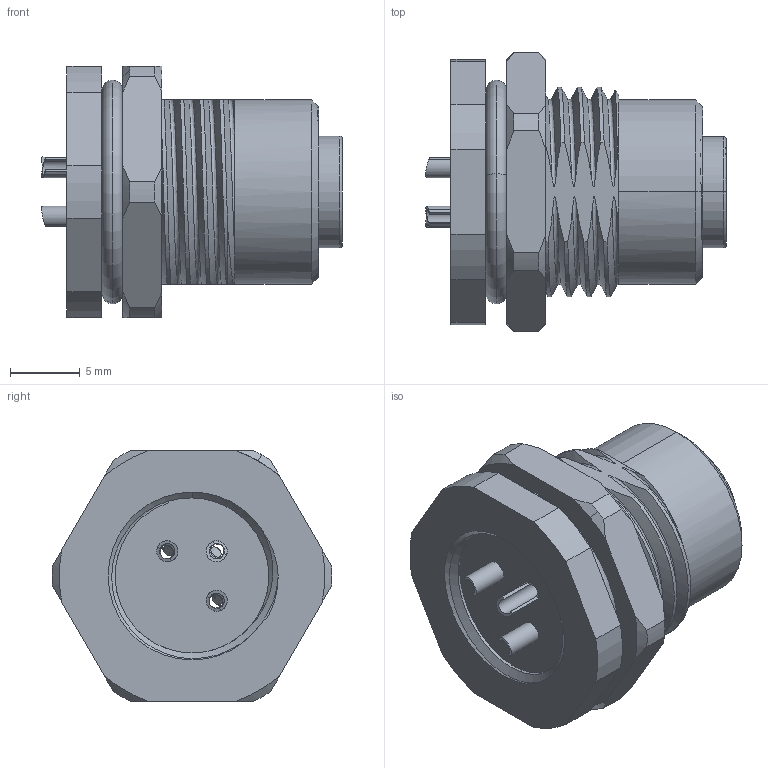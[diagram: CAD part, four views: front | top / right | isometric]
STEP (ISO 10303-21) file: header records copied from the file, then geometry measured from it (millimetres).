
FILE_DESCRIPTION (( 'STEP AP203' ), '1' );
FILE_NAME ('54-00240.STEP', '2020-10-15T17:24:01', ( '' ), ( '' ), 'SwSTEP 2.0', 'SolidWorks 2015', '' );
FILE_SCHEMA (( 'CONFIG_CONTROL_DESIGN' ));
Length unit declared in the file: millimetre
Products named in the file (7): 54-00240; 54-00240-01___; 54-00240-02___; 54-00240-04___; 54-00240-03___; 54-00240-05___; 54-00240-06___
Assembly tree (8 placements, depth 2):
  54-00240
    54-00240-01___
    54-00240-02___
    54-00240-03___  x3
    54-00240-06___
    54-00240-05___
    54-00240-04___
Bounding box: 21.5 x 19.99 x 18 mm (x, y, z)
Volume: 2797.1 mm3; surface area: 5106.9 mm2
Topology: 8 solids, 8 shells, 493 faces, 1292 edges, 825 vertices
Faces by surface type: cylinder 178, plane 126, torus 65, cone 62, bspline 62
Entity records: 24681 total; most frequent: CARTESIAN_POINT 16613, ORIENTED_EDGE 1716, DIRECTION 1340, EDGE_CURVE 858, VERTEX_POINT 553, AXIS2_PLACEMENT_3D 528, EDGE_LOOP 345, ADVANCED_FACE 323
